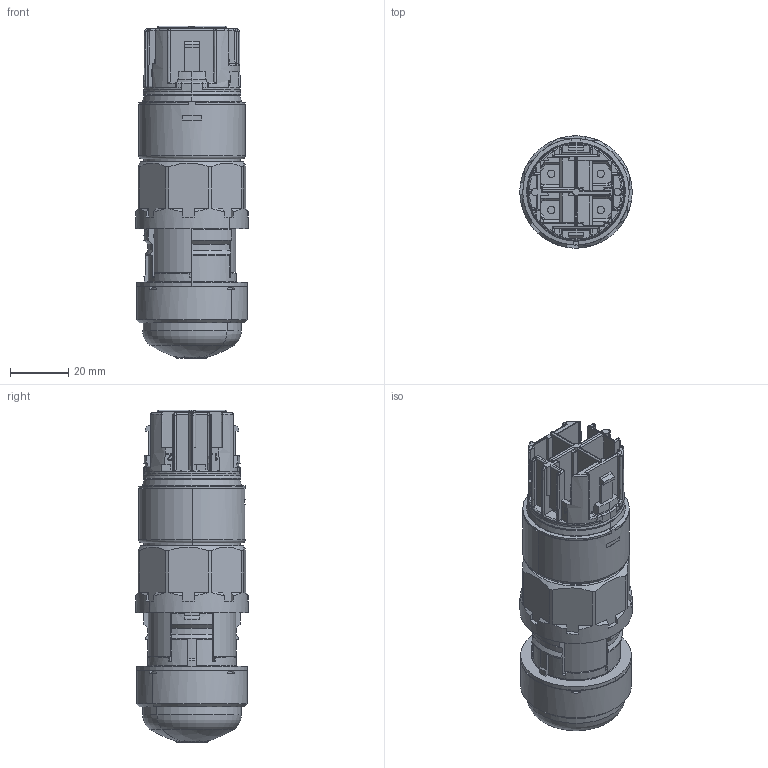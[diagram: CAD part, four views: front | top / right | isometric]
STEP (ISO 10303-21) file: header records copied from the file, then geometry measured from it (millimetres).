
FILE_DESCRIPTION (( 'STEP AP203' ), '1' );
FILE_NAME ('8003-1_2-008-_-__-ap203.STEP', '2012-10-06T10:53:25', ( 'Admin' ), ( 'R. STAHL AG' ), 'SwSTEP 2.0', 'SolidWorks 2012', '' );
FILE_SCHEMA (( 'CONFIG_CONTROL_DESIGN' ));
Length unit declared in the file: millimetre
Products named in the file (16): 8003-1_2-008-_-__-ap203; 86_029_05_24_6; 375_621_0; 375_621g0; 375_621f0; 375_621e0; 375_621d0; 375_621c0; 375_621b0; 375_621a0; 86_029_19_80_0; 80_139_01_66_0; 80_139_01_66_0_Dichtung_angepasst; 80_139_01_66_0_ohne Dichtung; 80_139_02_51_0; 80_039_02_51_0
Assembly tree (17 placements, depth 3):
  8003-1_2-008-_-__-ap203
    80_039_02_51_0
    80_139_02_51_0
    80_139_01_66_0
      80_139_01_66_0_ohne Dichtung
      80_139_01_66_0_Dichtung_angepasst
    86_029_19_80_0
    375_621_0
      375_621a0
      375_621b0
      375_621c0  x3
      375_621d0
      375_621e0
      375_621f0
      375_621g0
    86_029_05_24_6
Bounding box: 38.49 x 38.49 x 113.85 mm (x, y, z)
Volume: 47879.3 mm3; surface area: 59515.8 mm2
Topology: 15 solids, 15 shells, 2817 faces, 7917 edges, 5133 vertices
Faces by surface type: plane 1512, cylinder 701, cone 274, bspline 194, torus 116, sphere 20
Entity records: 103151 total; most frequent: CARTESIAN_POINT 32494, ORIENTED_EDGE 15278, DIRECTION 13570, EDGE_CURVE 7639, VERTEX_POINT 4957, AXIS2_PLACEMENT_3D 4738, LINE 4094, VECTOR 4094
